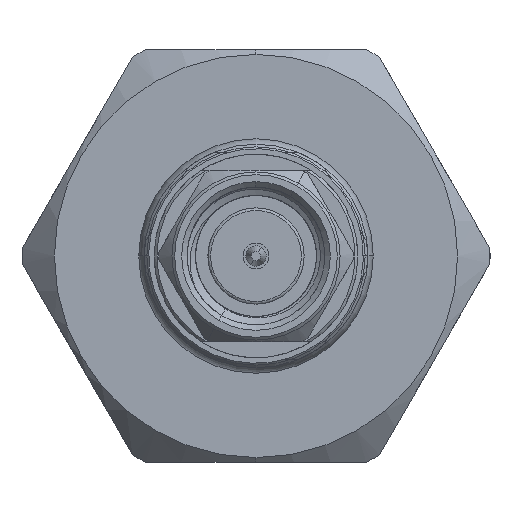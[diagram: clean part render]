
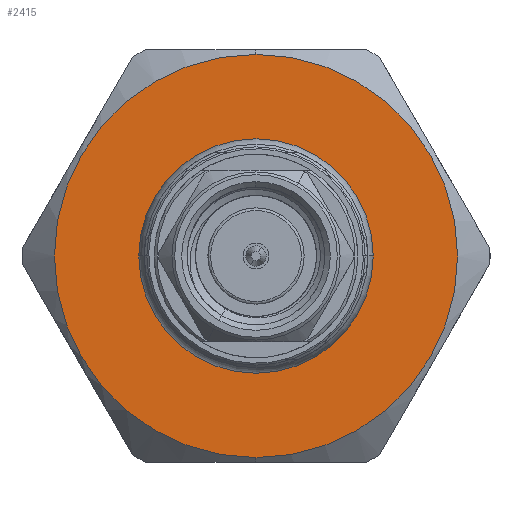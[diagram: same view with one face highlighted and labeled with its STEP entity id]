
A CAD part, left-side view. The second image highlights one B-rep face of the part: STEP entity #2415.
In plain terms, the highlighted face is planar.
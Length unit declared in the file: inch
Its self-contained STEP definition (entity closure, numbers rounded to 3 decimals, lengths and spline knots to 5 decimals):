
#13 = DIRECTION ( 'NONE',  ( 0., -1., 0. ) ) ;
#377 = EDGE_CURVE ( 'NONE', #803, #5249, #6774, .T. ) ;
#638 = FACE_BOUND ( 'NONE', #8297, .T. ) ;
#699 = CARTESIAN_POINT ( 'NONE',  ( 0.592, -0.36631, 0. ) ) ;
#803 = VERTEX_POINT ( 'NONE', #10648 ) ;
#1493 = EDGE_CURVE ( 'NONE', #5249, #803, #7273, .T. ) ;
#1810 = AXIS2_PLACEMENT_3D ( 'NONE', #10432, #6682, #2113 ) ;
#2113 = DIRECTION ( 'NONE',  ( 0., -1., 0. ) ) ;
#2372 = CARTESIAN_POINT ( 'NONE',  ( 0.592, 0.36631, 0. ) ) ;
#2415 = ADVANCED_FACE ( 'NONE', ( #5081, #638 ), #6883, .F. ) ;
#2486 = DIRECTION ( 'NONE',  ( -1., 0., 0. ) ) ;
#2751 = AXIS2_PLACEMENT_3D ( 'NONE', #6056, #4250, #7907 ) ;
#3837 = DIRECTION ( 'NONE',  ( -1., 0., 0. ) ) ;
#4165 = VERTEX_POINT ( 'NONE', #5217 ) ;
#4250 = DIRECTION ( 'NONE',  ( -1., 0., 0. ) ) ;
#4588 = ORIENTED_EDGE ( 'NONE', *, *, #377, .F. ) ;
#4968 = AXIS2_PLACEMENT_3D ( 'NONE', #7949, #2486, #9857 ) ;
#5081 = FACE_OUTER_BOUND ( 'NONE', #10440, .T. ) ;
#5217 = CARTESIAN_POINT ( 'NONE',  ( 0.592, 0.16789, 0. ) ) ;
#5249 = VERTEX_POINT ( 'NONE', #699 ) ;
#5543 = CARTESIAN_POINT ( 'NONE',  ( 0.592, -0.16789, 0. ) ) ;
#5658 = CARTESIAN_POINT ( 'NONE',  ( 0.592, 0., 0. ) ) ;
#6056 = CARTESIAN_POINT ( 'NONE',  ( 0.592, 0., 0. ) ) ;
#6682 = DIRECTION ( 'NONE',  ( -1., 0., 0. ) ) ;
#6774 = CIRCLE ( 'NONE', #2751, 0.36631 ) ;
#6883 = PLANE ( 'NONE',  #9083 ) ;
#7100 = ORIENTED_EDGE ( 'NONE', *, *, #10883, .T. ) ;
#7273 = CIRCLE ( 'NONE', #4968, 0.36631 ) ;
#7300 = ORIENTED_EDGE ( 'NONE', *, *, #1493, .F. ) ;
#7553 = ORIENTED_EDGE ( 'NONE', *, *, #8492, .T. ) ;
#7907 = DIRECTION ( 'NONE',  ( 0., -1., 0. ) ) ;
#7949 = CARTESIAN_POINT ( 'NONE',  ( 0.592, 0., 0. ) ) ;
#8121 = VERTEX_POINT ( 'NONE', #5543 ) ;
#8297 = EDGE_LOOP ( 'NONE', ( #7553, #7100 ) ) ;
#8492 = EDGE_CURVE ( 'NONE', #8121, #4165, #10599, .T. ) ;
#8547 = CIRCLE ( 'NONE', #11430, 0.16789 ) ;
#9083 = AXIS2_PLACEMENT_3D ( 'NONE', #2372, #9677, #11485 ) ;
#9677 = DIRECTION ( 'NONE',  ( -1., 0., 0. ) ) ;
#9857 = DIRECTION ( 'NONE',  ( 0., -1., 0. ) ) ;
#10432 = CARTESIAN_POINT ( 'NONE',  ( 0.592, 0., 0. ) ) ;
#10440 = EDGE_LOOP ( 'NONE', ( #7300, #4588 ) ) ;
#10599 = CIRCLE ( 'NONE', #1810, 0.16789 ) ;
#10648 = CARTESIAN_POINT ( 'NONE',  ( 0.592, 0.36631, 0. ) ) ;
#10883 = EDGE_CURVE ( 'NONE', #4165, #8121, #8547, .T. ) ;
#11430 = AXIS2_PLACEMENT_3D ( 'NONE', #5658, #3837, #13 ) ;
#11485 = DIRECTION ( 'NONE',  ( 0., -1., 0. ) ) ;
